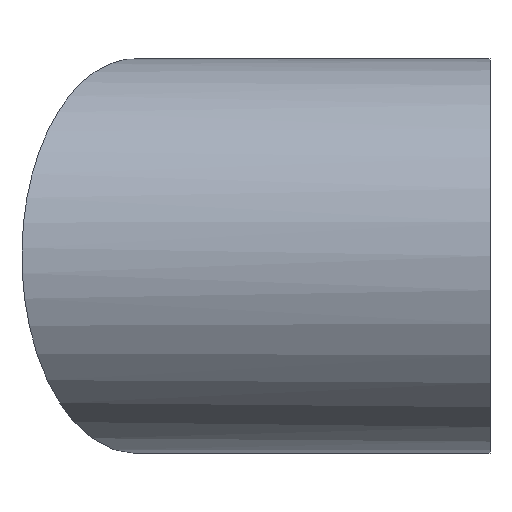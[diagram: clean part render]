
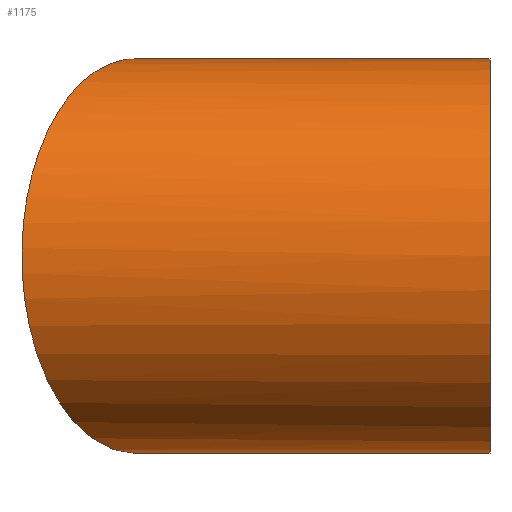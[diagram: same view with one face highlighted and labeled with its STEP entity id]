
A CAD part, left-side view. The second image highlights one B-rep face of the part: STEP entity #1175.
In plain terms, the highlighted cylindrical face has radius 125 mm (diameter 250 mm), a full revolution.
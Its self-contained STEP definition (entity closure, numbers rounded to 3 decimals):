
#1175 = ADVANCED_FACE( '', ( #2924, #2925 ), #2926, .T. );
#2924 = FACE_OUTER_BOUND( '', #5257, .T. );
#2925 = FACE_OUTER_BOUND( '', #5258, .T. );
#2926 = CYLINDRICAL_SURFACE( '', #5259, 125. );
#5257 = EDGE_LOOP( '', ( #9180 ) );
#5258 = EDGE_LOOP( '', ( #9181 ) );
#5259 = AXIS2_PLACEMENT_3D( '', #9182, #9183, #9184 );
#9180 = ORIENTED_EDGE( '', *, *, #14821, .T. );
#9181 = ORIENTED_EDGE( '', *, *, #14822, .F. );
#9182 = CARTESIAN_POINT( '', ( 0., 0., 0. ) );
#9183 = DIRECTION( '', ( 0., 1., 0. ) );
#9184 = DIRECTION( '', ( 0., 0., -1. ) );
#14821 = EDGE_CURVE( '', #18487, #18487, #18488, .F. );
#14822 = EDGE_CURVE( '', #18489, #18489, #18490, .T. );
#18487 = VERTEX_POINT( '', #23688 );
#18488 = ELLIPSE( '', #23689, 144.338, 125. );
#18489 = VERTEX_POINT( '', #23690 );
#18490 = CIRCLE( '', #23691, 125. );
#23688 = CARTESIAN_POINT( '', ( 125., 152.021, 0. ) );
#23689 = AXIS2_PLACEMENT_3D( '', #27131, #27132, #27133 );
#23690 = CARTESIAN_POINT( '', ( 0., 0., -125. ) );
#23691 = AXIS2_PLACEMENT_3D( '', #27134, #27135, #27136 );
#27131 = CARTESIAN_POINT( '', ( 0., 224.19, 0. ) );
#27132 = DIRECTION( '', ( 0.5, 0.866, 0. ) );
#27133 = DIRECTION( '', ( 0.866, -0.5, 0. ) );
#27134 = CARTESIAN_POINT( '', ( 0., 0., 0. ) );
#27135 = DIRECTION( '', ( 0., -1., 0. ) );
#27136 = DIRECTION( '', ( 0., 0., -1. ) );
